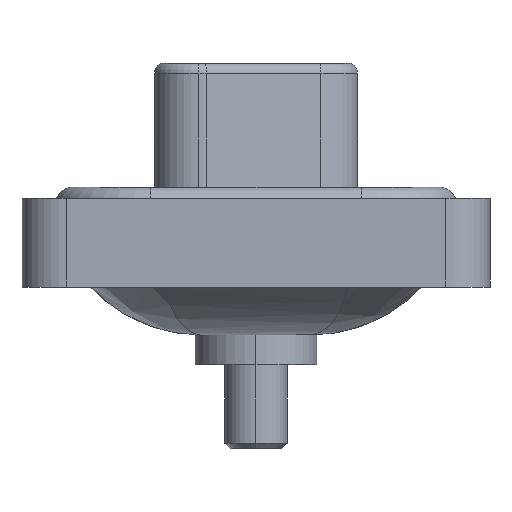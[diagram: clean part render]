
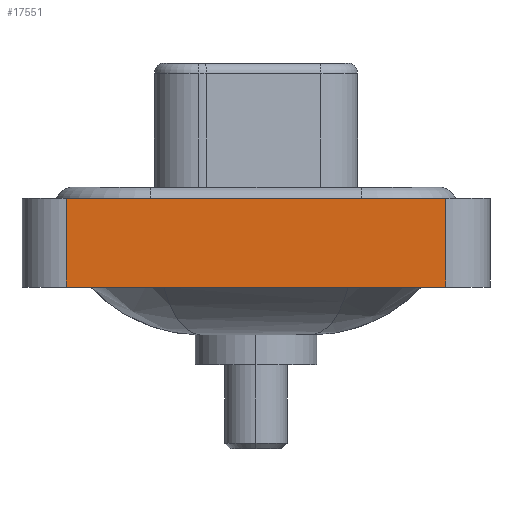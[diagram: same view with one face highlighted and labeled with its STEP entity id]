
A CAD part, left-side view. The second image highlights one B-rep face of the part: STEP entity #17551.
In plain terms, the highlighted planar face has unit normal (-1, 0, 0).
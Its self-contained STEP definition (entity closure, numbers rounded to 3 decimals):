
#260 = VECTOR ( 'NONE', #6507, 1000. ) ;
#976 = DIRECTION ( 'NONE',  ( -1., 0., 0. ) ) ;
#1189 = DIRECTION ( 'NONE',  ( 0., 0., 1. ) ) ;
#1507 = ORIENTED_EDGE ( 'NONE', *, *, #4539, .T. ) ;
#2961 = EDGE_CURVE ( 'NONE', #12877, #6615, #4944, .T. ) ;
#3950 = ORIENTED_EDGE ( 'NONE', *, *, #10638, .F. ) ;
#4048 = EDGE_LOOP ( 'NONE', ( #1507, #15740, #3950, #15222 ) ) ;
#4539 = EDGE_CURVE ( 'NONE', #14002, #6615, #13472, .T. ) ;
#4619 = CARTESIAN_POINT ( 'NONE',  ( -7.25, 8.55, -3.6 ) ) ;
#4944 = LINE ( 'NONE', #7659, #7480 ) ;
#5813 = LINE ( 'NONE', #16972, #14420 ) ;
#6507 = DIRECTION ( 'NONE',  ( 0., -1., 0. ) ) ;
#6615 = VERTEX_POINT ( 'NONE', #15528 ) ;
#7480 = VECTOR ( 'NONE', #13386, 1000. ) ;
#7603 = LINE ( 'NONE', #13135, #260 ) ;
#7659 = CARTESIAN_POINT ( 'NONE',  ( -7.25, -8.55, 0.4 ) ) ;
#7785 = AXIS2_PLACEMENT_3D ( 'NONE', #10814, #976, #11997 ) ;
#8180 = PLANE ( 'NONE',  #7785 ) ;
#8587 = VERTEX_POINT ( 'NONE', #4619 ) ;
#10638 = EDGE_CURVE ( 'NONE', #8587, #12877, #5813, .T. ) ;
#10814 = CARTESIAN_POINT ( 'NONE',  ( -7.25, -8.55, -3.6 ) ) ;
#10896 = FACE_OUTER_BOUND ( 'NONE', #4048, .T. ) ;
#11515 = DIRECTION ( 'NONE',  ( 0., 0., 1. ) ) ;
#11997 = DIRECTION ( 'NONE',  ( 0., 0., 1. ) ) ;
#12877 = VERTEX_POINT ( 'NONE', #15033 ) ;
#13135 = CARTESIAN_POINT ( 'NONE',  ( -7.25, -8.55, -3.6 ) ) ;
#13386 = DIRECTION ( 'NONE',  ( 0., -1., 0. ) ) ;
#13472 = LINE ( 'NONE', #13667, #17105 ) ;
#13667 = CARTESIAN_POINT ( 'NONE',  ( -7.25, -8.55, -3.6 ) ) ;
#14002 = VERTEX_POINT ( 'NONE', #17045 ) ;
#14290 = EDGE_CURVE ( 'NONE', #8587, #14002, #7603, .T. ) ;
#14420 = VECTOR ( 'NONE', #11515, 1000. ) ;
#15033 = CARTESIAN_POINT ( 'NONE',  ( -7.25, 8.55, 0.4 ) ) ;
#15222 = ORIENTED_EDGE ( 'NONE', *, *, #14290, .T. ) ;
#15528 = CARTESIAN_POINT ( 'NONE',  ( -7.25, -8.55, 0.4 ) ) ;
#15740 = ORIENTED_EDGE ( 'NONE', *, *, #2961, .F. ) ;
#16972 = CARTESIAN_POINT ( 'NONE',  ( -7.25, 8.55, -3.6 ) ) ;
#17045 = CARTESIAN_POINT ( 'NONE',  ( -7.25, -8.55, -3.6 ) ) ;
#17105 = VECTOR ( 'NONE', #1189, 1000. ) ;
#17551 = ADVANCED_FACE ( 'NONE', ( #10896 ), #8180, .T. ) ;
